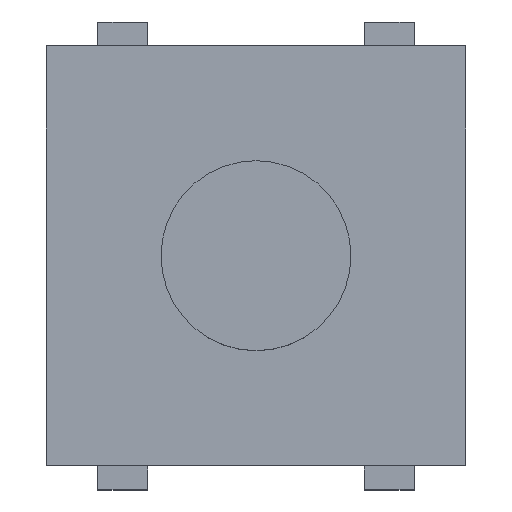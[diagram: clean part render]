
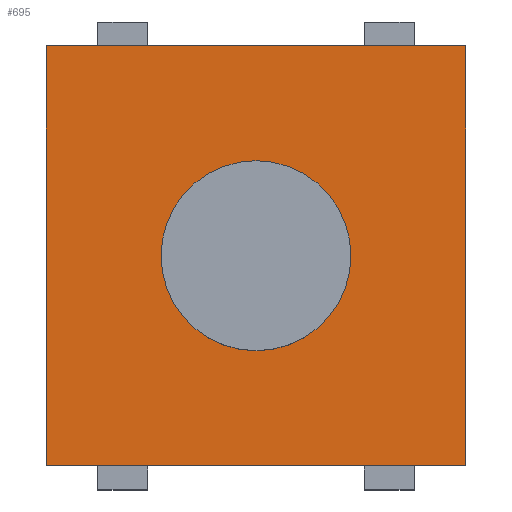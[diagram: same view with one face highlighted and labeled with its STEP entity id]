
A CAD part, top view. The second image highlights one B-rep face of the part: STEP entity #695.
In plain terms, the highlighted planar face has unit normal (0, 0, 1).
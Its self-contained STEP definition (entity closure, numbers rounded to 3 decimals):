
#10 = DIRECTION ( 'NONE',  ( -1., 0., 0. ) ) ;
#31 = DIRECTION ( 'NONE',  ( -1., 0., 0. ) ) ;
#100 = EDGE_CURVE ( 'NONE', #698, #573, #133, .T. ) ;
#114 = DIRECTION ( 'NONE',  ( 0., 0., -1. ) ) ;
#133 = CIRCLE ( 'NONE', #518, 1.425 ) ;
#139 = VECTOR ( 'NONE', #849, 1000. ) ;
#143 = ORIENTED_EDGE ( 'NONE', *, *, #275, .F. ) ;
#149 = DIRECTION ( 'NONE',  ( -1., 0., 0. ) ) ;
#158 = CARTESIAN_POINT ( 'NONE',  ( 0., 0., 2.7 ) ) ;
#171 = LINE ( 'NONE', #1090, #1079 ) ;
#193 = LINE ( 'NONE', #1040, #428 ) ;
#199 = FACE_OUTER_BOUND ( 'NONE', #923, .T. ) ;
#213 = CARTESIAN_POINT ( 'NONE',  ( -3.15, -3.15, 2.7 ) ) ;
#240 = CARTESIAN_POINT ( 'NONE',  ( -3.15, 3.15, 2.7 ) ) ;
#245 = CARTESIAN_POINT ( 'NONE',  ( -3.15, 3.15, 2.7 ) ) ;
#275 = EDGE_CURVE ( 'NONE', #573, #698, #773, .T. ) ;
#281 = PLANE ( 'NONE',  #530 ) ;
#286 = ORIENTED_EDGE ( 'NONE', *, *, #100, .F. ) ;
#301 = EDGE_CURVE ( 'NONE', #961, #935, #663, .T. ) ;
#366 = CARTESIAN_POINT ( 'NONE',  ( -1.425, 0., 2.7 ) ) ;
#379 = ORIENTED_EDGE ( 'NONE', *, *, #793, .T. ) ;
#408 = ORIENTED_EDGE ( 'NONE', *, *, #301, .T. ) ;
#418 = DIRECTION ( 'NONE',  ( 0., 0., 1. ) ) ;
#428 = VECTOR ( 'NONE', #671, 1000. ) ;
#450 = CARTESIAN_POINT ( 'NONE',  ( 0., 0., 2.7 ) ) ;
#480 = DIRECTION ( 'NONE',  ( 0., 0., 1. ) ) ;
#502 = CARTESIAN_POINT ( 'NONE',  ( 0., 0., 2.7 ) ) ;
#518 = AXIS2_PLACEMENT_3D ( 'NONE', #158, #480, #149 ) ;
#530 = AXIS2_PLACEMENT_3D ( 'NONE', #450, #114, #31 ) ;
#532 = CARTESIAN_POINT ( 'NONE',  ( 3.15, 3.15, 2.7 ) ) ;
#573 = VERTEX_POINT ( 'NONE', #1050 ) ;
#580 = DIRECTION ( 'NONE',  ( -1., 0., 0. ) ) ;
#601 = LINE ( 'NONE', #839, #139 ) ;
#604 = EDGE_CURVE ( 'NONE', #1085, #1041, #601, .T. ) ;
#628 = ORIENTED_EDGE ( 'NONE', *, *, #604, .T. ) ;
#663 = LINE ( 'NONE', #245, #682 ) ;
#671 = DIRECTION ( 'NONE',  ( 0., -1., 0. ) ) ;
#682 = VECTOR ( 'NONE', #580, 1000. ) ;
#695 = ADVANCED_FACE ( 'NONE', ( #975, #199 ), #281, .F. ) ;
#698 = VERTEX_POINT ( 'NONE', #366 ) ;
#773 = CIRCLE ( 'NONE', #878, 1.425 ) ;
#793 = EDGE_CURVE ( 'NONE', #935, #1085, #193, .T. ) ;
#839 = CARTESIAN_POINT ( 'NONE',  ( -3.15, -3.15, 2.7 ) ) ;
#849 = DIRECTION ( 'NONE',  ( 1., 0., 0. ) ) ;
#878 = AXIS2_PLACEMENT_3D ( 'NONE', #502, #418, #10 ) ;
#919 = EDGE_CURVE ( 'NONE', #1041, #961, #171, .T. ) ;
#923 = EDGE_LOOP ( 'NONE', ( #981, #408, #379, #628 ) ) ;
#935 = VERTEX_POINT ( 'NONE', #240 ) ;
#961 = VERTEX_POINT ( 'NONE', #532 ) ;
#971 = CARTESIAN_POINT ( 'NONE',  ( 3.15, -3.15, 2.7 ) ) ;
#975 = FACE_BOUND ( 'NONE', #1081, .T. ) ;
#981 = ORIENTED_EDGE ( 'NONE', *, *, #919, .T. ) ;
#1021 = DIRECTION ( 'NONE',  ( 0., 1., 0. ) ) ;
#1040 = CARTESIAN_POINT ( 'NONE',  ( -3.15, -3.15, 2.7 ) ) ;
#1041 = VERTEX_POINT ( 'NONE', #971 ) ;
#1050 = CARTESIAN_POINT ( 'NONE',  ( 1.425, 0., 2.7 ) ) ;
#1079 = VECTOR ( 'NONE', #1021, 1000. ) ;
#1081 = EDGE_LOOP ( 'NONE', ( #286, #143 ) ) ;
#1085 = VERTEX_POINT ( 'NONE', #213 ) ;
#1090 = CARTESIAN_POINT ( 'NONE',  ( 3.15, -3.15, 2.7 ) ) ;
